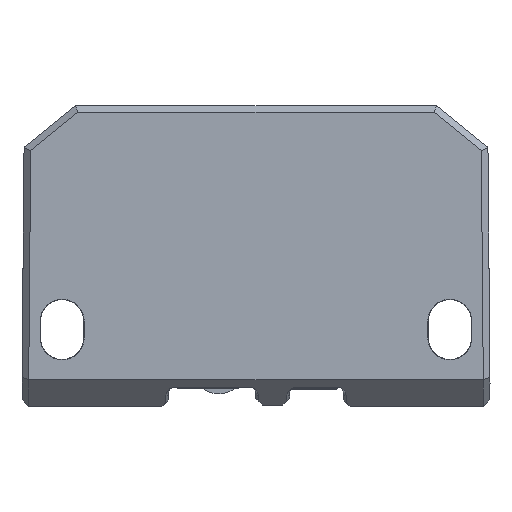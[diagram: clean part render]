
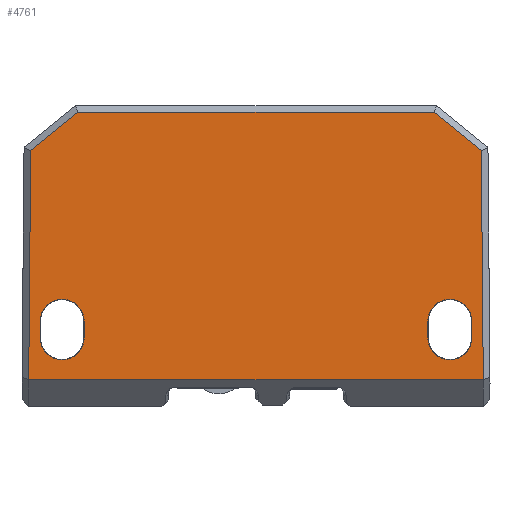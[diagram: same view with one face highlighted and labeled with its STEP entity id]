
A CAD part, front view. The second image highlights one B-rep face of the part: STEP entity #4761.
In plain terms, the highlighted planar face has unit normal (0, -1, 0).
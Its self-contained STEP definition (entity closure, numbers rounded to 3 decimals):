
#807=CARTESIAN_POINT('',(29.,0.,10.25));
#808=DIRECTION('',(0.,1.,0.));
#809=DIRECTION('',(1.,0.,0.));
#810=AXIS2_PLACEMENT_3D('',#807,#808,#809);
#812=DIRECTION('',(0.,0.,-1.));
#813=VECTOR('',#812,2.5);
#814=CARTESIAN_POINT('',(32.294,0.,12.75));
#815=LINE('',#814,#813);
#816=CARTESIAN_POINT('',(29.,0.,12.75));
#817=DIRECTION('',(0.,1.,0.));
#818=DIRECTION('',(-1.,0.,0.));
#819=AXIS2_PLACEMENT_3D('',#816,#817,#818);
#821=DIRECTION('',(0.,0.,1.));
#822=VECTOR('',#821,2.5);
#823=CARTESIAN_POINT('',(25.706,0.,10.25));
#824=LINE('',#823,#822);
#825=DIRECTION('',(0.,0.,1.));
#826=VECTOR('',#825,2.5);
#827=CARTESIAN_POINT('',(-32.294,0.,10.25));
#828=LINE('',#827,#826);
#829=CARTESIAN_POINT('',(-29.,0.,10.25));
#830=DIRECTION('',(0.,1.,0.));
#831=DIRECTION('',(1.,0.,0.));
#832=AXIS2_PLACEMENT_3D('',#829,#830,#831);
#834=DIRECTION('',(0.,0.,-1.));
#835=VECTOR('',#834,2.5);
#836=CARTESIAN_POINT('',(-25.706,0.,12.75));
#837=LINE('',#836,#835);
#838=CARTESIAN_POINT('',(-29.,0.,12.75));
#839=DIRECTION('',(0.,1.,0.));
#840=DIRECTION('',(-1.,0.,0.));
#841=AXIS2_PLACEMENT_3D('',#838,#839,#840);
#843=DIRECTION('',(0.009,0.,-1.));
#844=VECTOR('',#843,34.261);
#845=CARTESIAN_POINT('',(33.697,0.,38.259));
#846=LINE('',#845,#844);
#847=DIRECTION('',(0.009,0.,1.));
#848=VECTOR('',#847,34.261);
#849=CARTESIAN_POINT('',(-33.996,0.,4.));
#850=LINE('',#849,#848);
#851=DIRECTION('',(-0.776,0.,-0.631));
#852=VECTOR('',#851,9.09);
#853=CARTESIAN_POINT('',(-26.642,0.,43.991));
#854=LINE('',#853,#852);
#855=DIRECTION('',(-1.,0.,0.));
#856=VECTOR('',#855,53.284);
#857=CARTESIAN_POINT('',(26.642,0.,43.991));
#858=LINE('',#857,#856);
#859=DIRECTION('',(-0.776,0.,0.631));
#860=VECTOR('',#859,9.09);
#861=CARTESIAN_POINT('',(33.697,0.,38.259));
#862=LINE('',#861,#860);
#1368=DIRECTION('',(1.,0.,0.));
#1369=VECTOR('',#1368,67.991);
#1370=CARTESIAN_POINT('',(-33.996,0.,4.));
#1371=LINE('',#1370,#1369);
#3118=CARTESIAN_POINT('',(32.294,0.,10.25));
#3119=CARTESIAN_POINT('',(25.706,0.,10.25));
#3120=VERTEX_POINT('',#3118);
#3121=VERTEX_POINT('',#3119);
#3122=CARTESIAN_POINT('',(25.706,0.,12.75));
#3123=VERTEX_POINT('',#3122);
#3124=CARTESIAN_POINT('',(32.294,0.,12.75));
#3125=VERTEX_POINT('',#3124);
#3158=CARTESIAN_POINT('',(26.642,0.,43.991));
#3159=CARTESIAN_POINT('',(-26.642,0.,43.991));
#3160=VERTEX_POINT('',#3158);
#3161=VERTEX_POINT('',#3159);
#3242=CARTESIAN_POINT('',(33.697,0.,38.259));
#3243=CARTESIAN_POINT('',(33.996,0.,4.));
#3244=VERTEX_POINT('',#3242);
#3245=VERTEX_POINT('',#3243);
#3250=CARTESIAN_POINT('',(-33.996,0.,4.));
#3251=CARTESIAN_POINT('',(-33.697,0.,38.259));
#3252=VERTEX_POINT('',#3250);
#3253=VERTEX_POINT('',#3251);
#3671=CARTESIAN_POINT('',(-32.294,0.,10.25));
#3672=CARTESIAN_POINT('',(-32.294,0.,12.75));
#3673=VERTEX_POINT('',#3671);
#3674=VERTEX_POINT('',#3672);
#3675=CARTESIAN_POINT('',(-25.706,0.,12.75));
#3676=VERTEX_POINT('',#3675);
#3677=CARTESIAN_POINT('',(-25.706,0.,10.25));
#3678=VERTEX_POINT('',#3677);
#4724=CARTESIAN_POINT('',(-35.,0.,45.));
#4725=DIRECTION('',(0.,-1.,0.));
#4726=DIRECTION('',(0.,0.,-1.));
#4727=AXIS2_PLACEMENT_3D('',#4724,#4725,#4726);
#4728=PLANE('',#4727);
#4729=ORIENTED_EDGE('',*,*,#4431,.T.);
#4731=ORIENTED_EDGE('',*,*,#4730,.F.);
#4733=ORIENTED_EDGE('',*,*,#4732,.T.);
#4735=ORIENTED_EDGE('',*,*,#4734,.F.);
#4737=ORIENTED_EDGE('',*,*,#4736,.F.);
#4739=ORIENTED_EDGE('',*,*,#4738,.F.);
#4740=EDGE_LOOP('',(#4729,#4731,#4733,#4735,#4737,#4739));
#4741=FACE_OUTER_BOUND('',#4740,.F.);
#4743=ORIENTED_EDGE('',*,*,#4742,.F.);
#4745=ORIENTED_EDGE('',*,*,#4744,.F.);
#4747=ORIENTED_EDGE('',*,*,#4746,.F.);
#4749=ORIENTED_EDGE('',*,*,#4748,.F.);
#4750=EDGE_LOOP('',(#4743,#4745,#4747,#4749));
#4751=FACE_BOUND('',#4750,.F.);
#4752=ORIENTED_EDGE('',*,*,#4714,.F.);
#4754=ORIENTED_EDGE('',*,*,#4753,.F.);
#4756=ORIENTED_EDGE('',*,*,#4755,.F.);
#4758=ORIENTED_EDGE('',*,*,#4757,.F.);
#4759=EDGE_LOOP('',(#4752,#4754,#4756,#4758));
#4760=FACE_BOUND('',#4759,.F.);
#4761=ADVANCED_FACE('',(#4741,#4751,#4760),#4728,.T.);
#811=CIRCLE('',#810,3.294);
#820=CIRCLE('',#819,3.294);
#833=CIRCLE('',#832,3.294);
#842=CIRCLE('',#841,3.294);
#4431=EDGE_CURVE('',#3244,#3245,#846,.T.);
#4714=EDGE_CURVE('',#3120,#3121,#811,.T.);
#4730=EDGE_CURVE('',#3252,#3245,#1371,.T.);
#4732=EDGE_CURVE('',#3252,#3253,#850,.T.);
#4734=EDGE_CURVE('',#3161,#3253,#854,.T.);
#4736=EDGE_CURVE('',#3160,#3161,#858,.T.);
#4738=EDGE_CURVE('',#3244,#3160,#862,.T.);
#4742=EDGE_CURVE('',#3673,#3674,#828,.T.);
#4744=EDGE_CURVE('',#3678,#3673,#833,.T.);
#4746=EDGE_CURVE('',#3676,#3678,#837,.T.);
#4748=EDGE_CURVE('',#3674,#3676,#842,.T.);
#4753=EDGE_CURVE('',#3125,#3120,#815,.T.);
#4755=EDGE_CURVE('',#3123,#3125,#820,.T.);
#4757=EDGE_CURVE('',#3121,#3123,#824,.T.);
